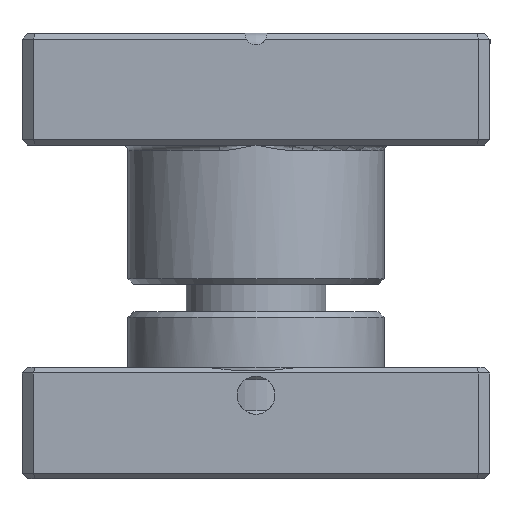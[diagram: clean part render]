
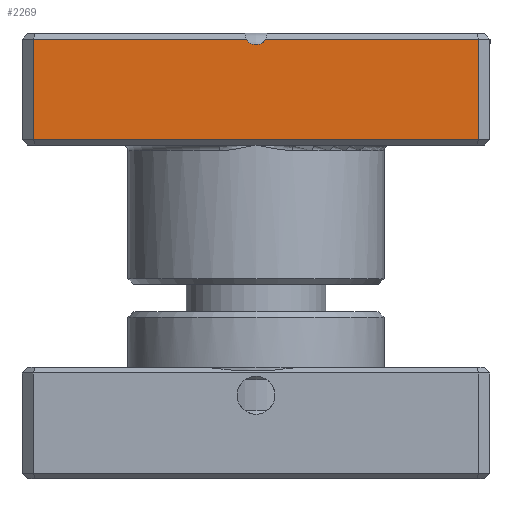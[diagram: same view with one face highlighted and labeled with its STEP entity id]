
A CAD part, front view. The second image highlights one B-rep face of the part: STEP entity #2269.
In plain terms, the highlighted planar face has unit normal (0, -1, 0).
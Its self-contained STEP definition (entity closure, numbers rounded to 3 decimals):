
#180 = LINE ( 'NONE', #5868, #333 ) ;
#227 = DIRECTION ( 'NONE',  ( 0., 0., 1. ) ) ;
#242 = DIRECTION ( 'NONE',  ( 0., 1., 0. ) ) ;
#281 = EDGE_LOOP ( 'NONE', ( #3219, #1395, #4066, #2608, #2844, #5539 ) ) ;
#333 = VECTOR ( 'NONE', #3003, 1000. ) ;
#368 = CARTESIAN_POINT ( 'NONE',  ( 40., -24., 20. ) ) ;
#495 = CARTESIAN_POINT ( 'NONE',  ( 0., -24., 0. ) ) ;
#532 = FACE_OUTER_BOUND ( 'NONE', #281, .T. ) ;
#588 = PLANE ( 'NONE',  #3976 ) ;
#605 = CARTESIAN_POINT ( 'NONE',  ( -40., -24., 1. ) ) ;
#646 = CARTESIAN_POINT ( 'NONE',  ( -40., -24., 20. ) ) ;
#670 = CARTESIAN_POINT ( 'NONE',  ( 40., -24., 19. ) ) ;
#872 = CARTESIAN_POINT ( 'NONE',  ( 40., -24., 1. ) ) ;
#933 = LINE ( 'NONE', #4431, #5918 ) ;
#983 = DIRECTION ( 'NONE',  ( 0., 0., -1. ) ) ;
#1177 = EDGE_CURVE ( 'NONE', #2186, #6081, #933, .T. ) ;
#1395 = ORIENTED_EDGE ( 'NONE', *, *, #5438, .T. ) ;
#1468 = CARTESIAN_POINT ( 'NONE',  ( -40., -24., 1. ) ) ;
#1497 = DIRECTION ( 'NONE',  ( 1., 0., 0. ) ) ;
#1510 = EDGE_CURVE ( 'NONE', #2077, #3191, #2846, .T. ) ;
#2077 = VERTEX_POINT ( 'NONE', #670 ) ;
#2160 = VECTOR ( 'NONE', #5258, 1000. ) ;
#2186 = VERTEX_POINT ( 'NONE', #3555 ) ;
#2269 = ADVANCED_FACE ( 'NONE', ( #532 ), #588, .F. ) ;
#2365 = CARTESIAN_POINT ( 'NONE',  ( -40., -24., 19. ) ) ;
#2608 = ORIENTED_EDGE ( 'NONE', *, *, #5940, .T. ) ;
#2844 = ORIENTED_EDGE ( 'NONE', *, *, #1510, .F. ) ;
#2846 = LINE ( 'NONE', #368, #5418 ) ;
#3003 = DIRECTION ( 'NONE',  ( 1., 0., 0. ) ) ;
#3090 = AXIS2_PLACEMENT_3D ( 'NONE', #495, #3927, #983 ) ;
#3178 = VERTEX_POINT ( 'NONE', #3854 ) ;
#3191 = VERTEX_POINT ( 'NONE', #872 ) ;
#3219 = ORIENTED_EDGE ( 'NONE', *, *, #1177, .T. ) ;
#3269 = LINE ( 'NONE', #2365, #2160 ) ;
#3467 = VECTOR ( 'NONE', #1497, 1000. ) ;
#3543 = VERTEX_POINT ( 'NONE', #4411 ) ;
#3555 = CARTESIAN_POINT ( 'NONE',  ( -40., -24., 19. ) ) ;
#3854 = CARTESIAN_POINT ( 'NONE',  ( -1.732, -24., 1. ) ) ;
#3927 = DIRECTION ( 'NONE',  ( 0., -1., 0. ) ) ;
#3976 = AXIS2_PLACEMENT_3D ( 'NONE', #646, #242, #227 ) ;
#4005 = EDGE_CURVE ( 'NONE', #2077, #2186, #3269, .T. ) ;
#4066 = ORIENTED_EDGE ( 'NONE', *, *, #5936, .F. ) ;
#4411 = CARTESIAN_POINT ( 'NONE',  ( 1.732, -24., 1. ) ) ;
#4431 = CARTESIAN_POINT ( 'NONE',  ( -40., -24., 20. ) ) ;
#4471 = DIRECTION ( 'NONE',  ( 0., 0., -1. ) ) ;
#4718 = DIRECTION ( 'NONE',  ( 0., 0., -1. ) ) ;
#4752 = LINE ( 'NONE', #1468, #3467 ) ;
#5258 = DIRECTION ( 'NONE',  ( -1., 0., 0. ) ) ;
#5418 = VECTOR ( 'NONE', #4718, 1000. ) ;
#5438 = EDGE_CURVE ( 'NONE', #6081, #3178, #180, .T. ) ;
#5539 = ORIENTED_EDGE ( 'NONE', *, *, #4005, .T. ) ;
#5868 = CARTESIAN_POINT ( 'NONE',  ( -40., -24., 1. ) ) ;
#5918 = VECTOR ( 'NONE', #4471, 1000. ) ;
#5936 = EDGE_CURVE ( 'NONE', #3543, #3178, #6139, .T. ) ;
#5940 = EDGE_CURVE ( 'NONE', #3543, #3191, #4752, .T. ) ;
#6081 = VERTEX_POINT ( 'NONE', #605 ) ;
#6139 = CIRCLE ( 'NONE', #3090, 2. ) ;
